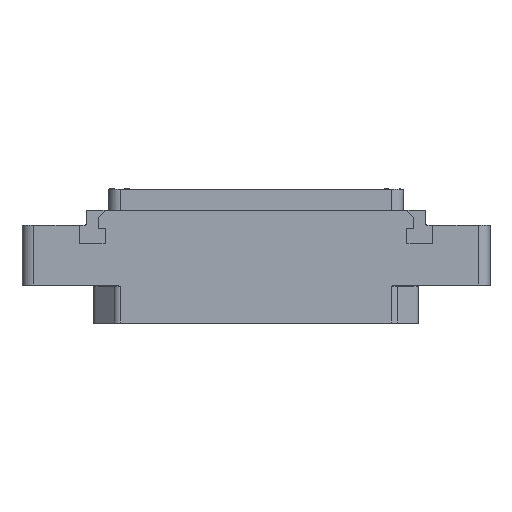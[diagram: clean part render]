
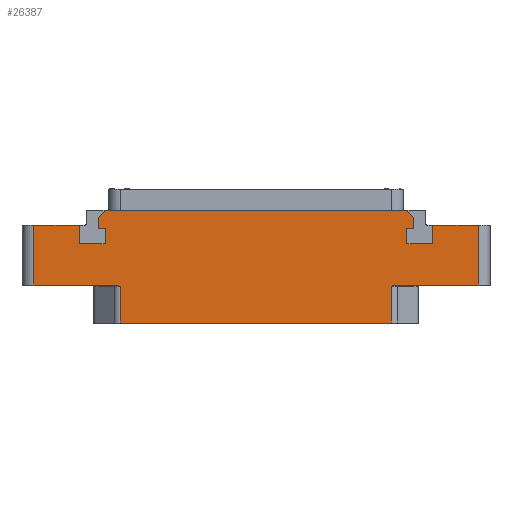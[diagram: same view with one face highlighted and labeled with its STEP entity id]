
A CAD part, top view. The second image highlights one B-rep face of the part: STEP entity #26387.
In plain terms, the highlighted planar face has unit normal (0, 0, 1).
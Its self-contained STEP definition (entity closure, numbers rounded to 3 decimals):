
#1=DIRECTION('',(1.,0.,0.));
#2=VECTOR('',#1,7.8);
#3=CARTESIAN_POINT('',(-38.,10.25,7.));
#4=LINE('',#3,#2);
#5=DIRECTION('',(0.,-1.,0.));
#6=VECTOR('',#5,3.2);
#7=CARTESIAN_POINT('',(-30.2,10.25,7.));
#8=LINE('',#7,#6);
#9=DIRECTION('',(1.,0.,0.));
#10=VECTOR('',#9,4.4);
#11=CARTESIAN_POINT('',(-30.2,7.05,7.));
#12=LINE('',#11,#10);
#13=DIRECTION('',(0.,1.,0.));
#14=VECTOR('',#13,2.6);
#15=CARTESIAN_POINT('',(-25.8,7.05,7.));
#16=LINE('',#15,#14);
#17=DIRECTION('',(-1.,0.,0.));
#18=VECTOR('',#17,1.2);
#19=CARTESIAN_POINT('',(-25.8,9.65,7.));
#20=LINE('',#19,#18);
#21=DIRECTION('',(0.,-1.,0.));
#22=VECTOR('',#21,1.9);
#23=CARTESIAN_POINT('',(-27.,11.55,7.));
#24=LINE('',#23,#22);
#25=DIRECTION('',(1.,0.,0.));
#26=VECTOR('',#25,51.6);
#27=CARTESIAN_POINT('',(-25.8,12.75,7.));
#28=LINE('',#27,#26);
#29=DIRECTION('',(0.,-1.,0.));
#30=VECTOR('',#29,1.9);
#31=CARTESIAN_POINT('',(27.,11.55,7.));
#32=LINE('',#31,#30);
#33=DIRECTION('',(-1.,0.,0.));
#34=VECTOR('',#33,1.2);
#35=CARTESIAN_POINT('',(27.,9.65,7.));
#36=LINE('',#35,#34);
#37=DIRECTION('',(0.,-1.,0.));
#38=VECTOR('',#37,2.6);
#39=CARTESIAN_POINT('',(25.8,9.65,7.));
#40=LINE('',#39,#38);
#41=DIRECTION('',(1.,0.,0.));
#42=VECTOR('',#41,4.4);
#43=CARTESIAN_POINT('',(25.8,7.05,7.));
#44=LINE('',#43,#42);
#45=DIRECTION('',(0.,1.,0.));
#46=VECTOR('',#45,3.2);
#47=CARTESIAN_POINT('',(30.2,7.05,7.));
#48=LINE('',#47,#46);
#49=DIRECTION('',(1.,0.,0.));
#50=VECTOR('',#49,7.8);
#51=CARTESIAN_POINT('',(30.2,10.25,7.));
#52=LINE('',#51,#50);
#53=DIRECTION('',(1.,0.,0.));
#54=VECTOR('',#53,14.082);
#55=CARTESIAN_POINT('',(23.918,0.,7.));
#56=LINE('',#55,#54);
#87=CARTESIAN_POINT('',(23.118,-0.2,7.));
#88=CARTESIAN_POINT('',(23.155,-0.186,7.));
#89=CARTESIAN_POINT('',(23.225,-0.161,7.));
#90=CARTESIAN_POINT('',(23.318,-0.128,7.));
#91=CARTESIAN_POINT('',(23.402,-0.1,7.));
#92=CARTESIAN_POINT('',(23.479,-0.076,7.));
#93=CARTESIAN_POINT('',(23.552,-0.055,7.));
#94=CARTESIAN_POINT('',(23.623,-0.038,7.));
#95=CARTESIAN_POINT('',(23.695,-0.022,7.));
#96=CARTESIAN_POINT('',(23.769,-0.01,7.));
#97=CARTESIAN_POINT('',(23.844,-0.002,7.));
#98=CARTESIAN_POINT('',(23.893,0.,7.));
#99=CARTESIAN_POINT('',(23.918,0.,7.));
#115=DIRECTION('',(0.,1.,0.));
#116=VECTOR('',#115,6.3);
#117=CARTESIAN_POINT('',(23.118,-6.5,7.));
#118=LINE('',#117,#116);
#600=DIRECTION('',(0.,1.,0.));
#601=VECTOR('',#600,10.25);
#602=CARTESIAN_POINT('',(38.,0.,7.));
#603=LINE('',#602,#601);
#646=DIRECTION('',(0.707,-0.707,0.));
#647=VECTOR('',#646,1.697);
#648=CARTESIAN_POINT('',(25.8,12.75,7.));
#649=LINE('',#648,#647);
#792=DIRECTION('',(-0.707,-0.707,0.));
#793=VECTOR('',#792,1.697);
#794=CARTESIAN_POINT('',(-25.8,12.75,7.));
#795=LINE('',#794,#793);
#864=DIRECTION('',(0.,-1.,0.));
#865=VECTOR('',#864,10.25);
#866=CARTESIAN_POINT('',(-38.,10.25,7.));
#867=LINE('',#866,#865);
#899=DIRECTION('',(1.,0.,0.));
#900=VECTOR('',#899,14.082);
#901=CARTESIAN_POINT('',(-38.,0.,7.));
#902=LINE('',#901,#900);
#1009=CARTESIAN_POINT('',(-23.918,0.,7.));
#1010=CARTESIAN_POINT('',(-23.893,0.,7.));
#1011=CARTESIAN_POINT('',(-23.844,-0.002,7.));
#1012=CARTESIAN_POINT('',(-23.769,-0.01,7.));
#1013=CARTESIAN_POINT('',(-23.695,-0.022,7.));
#1014=CARTESIAN_POINT('',(-23.623,-0.038,7.));
#1015=CARTESIAN_POINT('',(-23.552,-0.055,7.));
#1016=CARTESIAN_POINT('',(-23.479,-0.076,7.));
#1017=CARTESIAN_POINT('',(-23.402,-0.1,7.));
#1018=CARTESIAN_POINT('',(-23.318,-0.128,7.));
#1019=CARTESIAN_POINT('',(-23.225,-0.161,7.));
#1020=CARTESIAN_POINT('',(-23.155,-0.186,7.));
#1021=CARTESIAN_POINT('',(-23.118,-0.2,7.));
#1023=DIRECTION('',(0.,1.,0.));
#1024=VECTOR('',#1023,6.3);
#1025=CARTESIAN_POINT('',(-23.118,-6.5,7.));
#1026=LINE('',#1025,#1024);
#1048=DIRECTION('',(-1.,0.,0.));
#1049=VECTOR('',#1048,46.236);
#1050=CARTESIAN_POINT('',(23.118,-6.5,7.));
#1051=LINE('',#1050,#1049);
#21589=CARTESIAN_POINT('',(-30.2,10.25,7.));
#21590=CARTESIAN_POINT('',(-30.2,7.05,7.));
#21591=VERTEX_POINT('',#21589);
#21592=VERTEX_POINT('',#21590);
#21593=CARTESIAN_POINT('',(-25.8,7.05,7.));
#21594=VERTEX_POINT('',#21593);
#21595=CARTESIAN_POINT('',(-25.8,9.65,7.));
#21596=VERTEX_POINT('',#21595);
#21597=CARTESIAN_POINT('',(-27.,9.65,7.));
#21598=VERTEX_POINT('',#21597);
#21599=CARTESIAN_POINT('',(27.,9.65,7.));
#21600=CARTESIAN_POINT('',(25.8,9.65,7.));
#21601=VERTEX_POINT('',#21599);
#21602=VERTEX_POINT('',#21600);
#21603=CARTESIAN_POINT('',(25.8,7.05,7.));
#21604=VERTEX_POINT('',#21603);
#21605=CARTESIAN_POINT('',(30.2,7.05,7.));
#21606=VERTEX_POINT('',#21605);
#21607=CARTESIAN_POINT('',(30.2,10.25,7.));
#21608=VERTEX_POINT('',#21607);
#21613=CARTESIAN_POINT('',(-25.8,12.75,7.));
#21615=VERTEX_POINT('',#21613);
#21617=CARTESIAN_POINT('',(-27.,11.55,7.));
#21619=VERTEX_POINT('',#21617);
#21621=CARTESIAN_POINT('',(25.8,12.75,7.));
#21623=VERTEX_POINT('',#21621);
#21625=CARTESIAN_POINT('',(27.,11.55,7.));
#21627=VERTEX_POINT('',#21625);
#21717=CARTESIAN_POINT('',(38.,0.,7.));
#21718=CARTESIAN_POINT('',(38.,10.25,7.));
#21719=VERTEX_POINT('',#21717);
#21720=VERTEX_POINT('',#21718);
#21725=CARTESIAN_POINT('',(-38.,10.25,7.));
#21726=CARTESIAN_POINT('',(-38.,0.,7.));
#21727=VERTEX_POINT('',#21725);
#21728=VERTEX_POINT('',#21726);
#21934=CARTESIAN_POINT('',(23.118,-6.5,7.));
#21936=VERTEX_POINT('',#21934);
#21937=CARTESIAN_POINT('',(-23.118,-6.5,7.));
#21939=VERTEX_POINT('',#21937);
#22001=CARTESIAN_POINT('',(-23.118,-0.2,7.));
#22002=VERTEX_POINT('',#22001);
#22003=CARTESIAN_POINT('',(-23.918,0.,7.));
#22004=VERTEX_POINT('',#22003);
#22005=CARTESIAN_POINT('',(23.118,-0.2,7.));
#22007=VERTEX_POINT('',#22005);
#22009=CARTESIAN_POINT('',(23.918,0.,7.));
#22011=VERTEX_POINT('',#22009);
#26332=CARTESIAN_POINT('',(0.,0.,7.));
#26333=DIRECTION('',(0.,0.,-1.));
#26334=DIRECTION('',(-1.,0.,0.));
#26335=AXIS2_PLACEMENT_3D('',#26332,#26333,#26334);
#26336=PLANE('',#26335);
#26338=ORIENTED_EDGE('',*,*,#26337,.F.);
#26340=ORIENTED_EDGE('',*,*,#26339,.F.);
#26342=ORIENTED_EDGE('',*,*,#26341,.F.);
#26344=ORIENTED_EDGE('',*,*,#26343,.T.);
#26346=ORIENTED_EDGE('',*,*,#26345,.T.);
#26348=ORIENTED_EDGE('',*,*,#26347,.F.);
#26350=ORIENTED_EDGE('',*,*,#26349,.F.);
#26352=ORIENTED_EDGE('',*,*,#26351,.F.);
#26354=ORIENTED_EDGE('',*,*,#26353,.T.);
#26356=ORIENTED_EDGE('',*,*,#26355,.T.);
#26358=ORIENTED_EDGE('',*,*,#26357,.T.);
#26360=ORIENTED_EDGE('',*,*,#26359,.T.);
#26362=ORIENTED_EDGE('',*,*,#26361,.T.);
#26364=ORIENTED_EDGE('',*,*,#26363,.F.);
#26366=ORIENTED_EDGE('',*,*,#26365,.F.);
#26368=ORIENTED_EDGE('',*,*,#26367,.T.);
#26370=ORIENTED_EDGE('',*,*,#26369,.T.);
#26372=ORIENTED_EDGE('',*,*,#26371,.T.);
#26374=ORIENTED_EDGE('',*,*,#26373,.T.);
#26376=ORIENTED_EDGE('',*,*,#26375,.T.);
#26378=ORIENTED_EDGE('',*,*,#26377,.T.);
#26380=ORIENTED_EDGE('',*,*,#26379,.T.);
#26382=ORIENTED_EDGE('',*,*,#26381,.T.);
#26384=ORIENTED_EDGE('',*,*,#26383,.F.);
#26385=EDGE_LOOP('',(#26338,#26340,#26342,#26344,#26346,#26348,#26350,#26352,
#26354,#26356,#26358,#26360,#26362,#26364,#26366,#26368,#26370,#26372,#26374,
#26376,#26378,#26380,#26382,#26384));
#26386=FACE_OUTER_BOUND('',#26385,.F.);
#26387=ADVANCED_FACE('',(#26386),#26336,.F.);
#100=B_SPLINE_CURVE_WITH_KNOTS('',3,(#87,#88,#89,#90,#91,#92,#93,#94,#95,#96,
#97,#98,#99),.UNSPECIFIED.,.F.,.F.,(4,1,1,1,1,1,1,1,1,1,4),(0.,0.1,0.2,
0.3,0.4,0.5,0.6,0.7,0.8,0.9,1.),.UNSPECIFIED.);
#1022=B_SPLINE_CURVE_WITH_KNOTS('',3,(#1009,#1010,#1011,#1012,#1013,#1014,#1015,
#1016,#1017,#1018,#1019,#1020,#1021),.UNSPECIFIED.,.F.,.F.,(4,1,1,1,1,1,1,1,1,1,
4),(0.,0.1,0.2,0.3,0.4,0.5,0.6,0.7,0.8,0.9,1.),
.UNSPECIFIED.);
#26337=EDGE_CURVE('',#22011,#21719,#56,.T.);
#26339=EDGE_CURVE('',#22007,#22011,#100,.T.);
#26341=EDGE_CURVE('',#21936,#22007,#118,.T.);
#26343=EDGE_CURVE('',#21936,#21939,#1051,.T.);
#26345=EDGE_CURVE('',#21939,#22002,#1026,.T.);
#26347=EDGE_CURVE('',#22004,#22002,#1022,.T.);
#26349=EDGE_CURVE('',#21728,#22004,#902,.T.);
#26351=EDGE_CURVE('',#21727,#21728,#867,.T.);
#26353=EDGE_CURVE('',#21727,#21591,#4,.T.);
#26355=EDGE_CURVE('',#21591,#21592,#8,.T.);
#26357=EDGE_CURVE('',#21592,#21594,#12,.T.);
#26359=EDGE_CURVE('',#21594,#21596,#16,.T.);
#26361=EDGE_CURVE('',#21596,#21598,#20,.T.);
#26363=EDGE_CURVE('',#21619,#21598,#24,.T.);
#26365=EDGE_CURVE('',#21615,#21619,#795,.T.);
#26367=EDGE_CURVE('',#21615,#21623,#28,.T.);
#26369=EDGE_CURVE('',#21623,#21627,#649,.T.);
#26371=EDGE_CURVE('',#21627,#21601,#32,.T.);
#26373=EDGE_CURVE('',#21601,#21602,#36,.T.);
#26375=EDGE_CURVE('',#21602,#21604,#40,.T.);
#26377=EDGE_CURVE('',#21604,#21606,#44,.T.);
#26379=EDGE_CURVE('',#21606,#21608,#48,.T.);
#26381=EDGE_CURVE('',#21608,#21720,#52,.T.);
#26383=EDGE_CURVE('',#21719,#21720,#603,.T.);
